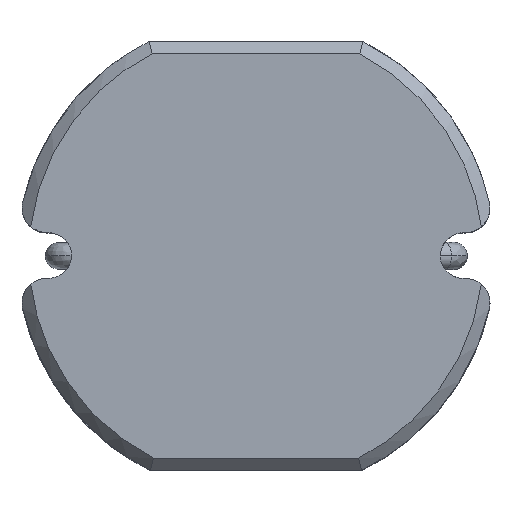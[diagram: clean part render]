
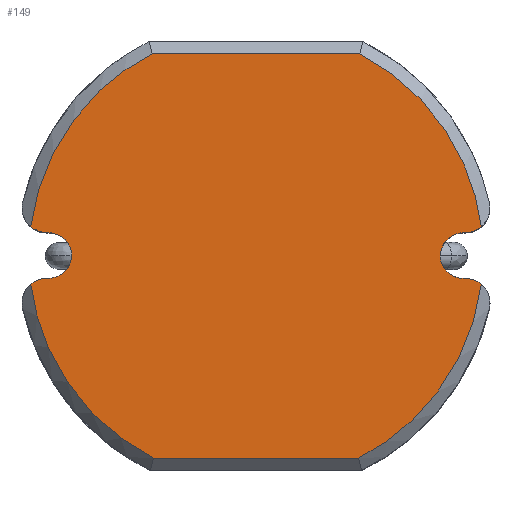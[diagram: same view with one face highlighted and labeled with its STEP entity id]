
A CAD part, top view. The second image highlights one B-rep face of the part: STEP entity #149.
In plain terms, the highlighted planar face has unit normal (0, 0, 1).
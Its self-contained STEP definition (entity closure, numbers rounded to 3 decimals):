
#149=ADVANCED_FACE('',(#285),#2203,.T.);
#285=FACE_OUTER_BOUND('',#425,.T.);
#425=EDGE_LOOP('',(#912,#913,#914,#915,#916,#917,#918,#919,#920,#921,#922,
#923,#924,#925,#926,#927,#928,#929));
#912=ORIENTED_EDGE('',*,*,#1426,.F.);
#913=ORIENTED_EDGE('',*,*,#1405,.F.);
#914=ORIENTED_EDGE('',*,*,#1401,.F.);
#915=ORIENTED_EDGE('',*,*,#1428,.F.);
#916=ORIENTED_EDGE('',*,*,#1396,.F.);
#917=ORIENTED_EDGE('',*,*,#1382,.F.);
#918=ORIENTED_EDGE('',*,*,#1386,.F.);
#919=ORIENTED_EDGE('',*,*,#1383,.F.);
#920=ORIENTED_EDGE('',*,*,#1393,.F.);
#921=ORIENTED_EDGE('',*,*,#1419,.F.);
#922=ORIENTED_EDGE('',*,*,#1412,.F.);
#923=ORIENTED_EDGE('',*,*,#1408,.F.);
#924=ORIENTED_EDGE('',*,*,#1423,.F.);
#925=ORIENTED_EDGE('',*,*,#1430,.F.);
#926=ORIENTED_EDGE('',*,*,#1387,.F.);
#927=ORIENTED_EDGE('',*,*,#1390,.F.);
#928=ORIENTED_EDGE('',*,*,#1391,.F.);
#929=ORIENTED_EDGE('',*,*,#1269,.F.);
#1269=EDGE_CURVE('',#1978,#1977,#1824,.T.);
#1382=EDGE_CURVE('',#2066,#2067,#1877,.T.);
#1383=EDGE_CURVE('',#2069,#2068,#1878,.T.);
#1386=EDGE_CURVE('',#2068,#2066,#1645,.T.);
#1387=EDGE_CURVE('',#2070,#2071,#1879,.T.);
#1390=EDGE_CURVE('',#2072,#2070,#1648,.T.);
#1391=EDGE_CURVE('',#1977,#2072,#1880,.T.);
#1393=EDGE_CURVE('',#2073,#2069,#1881,.T.);
#1396=EDGE_CURVE('',#2067,#2078,#1882,.T.);
#1401=EDGE_CURVE('',#2079,#2081,#1884,.T.);
#1405=EDGE_CURVE('',#2081,#2083,#1886,.T.);
#1408=EDGE_CURVE('',#2084,#2086,#1888,.T.);
#1412=EDGE_CURVE('',#2086,#2088,#1890,.T.);
#1419=EDGE_CURVE('',#2088,#2073,#1665,.T.);
#1423=EDGE_CURVE('',#2076,#2084,#1669,.T.);
#1426=EDGE_CURVE('',#2083,#1978,#1672,.T.);
#1428=EDGE_CURVE('',#2078,#2079,#1674,.T.);
#1430=EDGE_CURVE('',#2071,#2076,#1892,.T.);
#1645=B_SPLINE_CURVE_WITH_KNOTS('',1,(#5199,#5200),.UNSPECIFIED.,.F.,.F.,
(2,2),(0.,0.003),.UNSPECIFIED.);
#1648=B_SPLINE_CURVE_WITH_KNOTS('',1,(#5213,#5214),.UNSPECIFIED.,.F.,.F.,
(2,2),(0.,0.004),.UNSPECIFIED.);
#1665=B_SPLINE_CURVE_WITH_KNOTS('',1,(#5309,#5310),.UNSPECIFIED.,.F.,.F.,
(2,2),(0.,1.),.UNSPECIFIED.);
#1669=B_SPLINE_CURVE_WITH_KNOTS('',1,(#5317,#5318),.UNSPECIFIED.,.F.,.F.,
(2,2),(0.,1.),.UNSPECIFIED.);
#1672=B_SPLINE_CURVE_WITH_KNOTS('',1,(#5323,#5324),.UNSPECIFIED.,.F.,.F.,
(2,2),(-1.,0.),.UNSPECIFIED.);
#1674=B_SPLINE_CURVE_WITH_KNOTS('',1,(#5327,#5328),.UNSPECIFIED.,.F.,.F.,
(2,2),(0.,1.),.UNSPECIFIED.);
#1824=(
BOUNDED_CURVE()
B_SPLINE_CURVE(3,(#4846,#4847,#4848,#4849),.UNSPECIFIED.,.F.,.F.)
B_SPLINE_CURVE_WITH_KNOTS((4,4),(1.573,2.271),
 .UNSPECIFIED.)
CURVE()
GEOMETRIC_REPRESENTATION_ITEM()
RATIONAL_B_SPLINE_CURVE((1.,0.96,0.96,1.))
REPRESENTATION_ITEM('')
);
#1877=(
BOUNDED_CURVE()
B_SPLINE_CURVE(3,(#5183,#5184,#5185,#5186),.UNSPECIFIED.,.F.,.F.)
B_SPLINE_CURVE_WITH_KNOTS((4,4),(-4.243,-3.269),
 .UNSPECIFIED.)
CURVE()
GEOMETRIC_REPRESENTATION_ITEM()
RATIONAL_B_SPLINE_CURVE((1.,0.922,0.922,1.))
REPRESENTATION_ITEM('')
);
#1878=(
BOUNDED_CURVE()
B_SPLINE_CURVE(3,(#5187,#5188,#5189,#5190),.UNSPECIFIED.,.F.,.F.)
B_SPLINE_CURVE_WITH_KNOTS((4,4),(6.06,7.035),
 .UNSPECIFIED.)
CURVE()
GEOMETRIC_REPRESENTATION_ITEM()
RATIONAL_B_SPLINE_CURVE((1.,0.922,0.922,1.))
REPRESENTATION_ITEM('')
);
#1879=(
BOUNDED_CURVE()
B_SPLINE_CURVE(3,(#5201,#5202,#5203,#5204),.UNSPECIFIED.,.F.,.F.)
B_SPLINE_CURVE_WITH_KNOTS((4,4),(-1.096,-0.127),
 .UNSPECIFIED.)
CURVE()
GEOMETRIC_REPRESENTATION_ITEM()
RATIONAL_B_SPLINE_CURVE((1.,0.923,0.923,1.))
REPRESENTATION_ITEM('')
);
#1880=(
BOUNDED_CURVE()
B_SPLINE_CURVE(3,(#5215,#5216,#5217,#5218),.UNSPECIFIED.,.F.,.F.)
B_SPLINE_CURVE_WITH_KNOTS((4,4),(2.919,3.888),
 .UNSPECIFIED.)
CURVE()
GEOMETRIC_REPRESENTATION_ITEM()
RATIONAL_B_SPLINE_CURVE((1.,0.923,0.923,1.))
REPRESENTATION_ITEM('')
);
#1881=(
BOUNDED_CURVE()
B_SPLINE_CURVE(3,(#5225,#5226,#5227,#5228),.UNSPECIFIED.,.F.,.F.)
B_SPLINE_CURVE_WITH_KNOTS((4,4),(1.796,2.494),
 .UNSPECIFIED.)
CURVE()
GEOMETRIC_REPRESENTATION_ITEM()
RATIONAL_B_SPLINE_CURVE((1.,0.96,0.96,1.))
REPRESENTATION_ITEM('')
);
#1882=(
BOUNDED_CURVE()
B_SPLINE_CURVE(3,(#5237,#5238,#5239,#5240),.UNSPECIFIED.,.F.,.F.)
B_SPLINE_CURVE_WITH_KNOTS((4,4),(0.,0.698),
 .UNSPECIFIED.)
CURVE()
GEOMETRIC_REPRESENTATION_ITEM()
RATIONAL_B_SPLINE_CURVE((1.,0.96,0.96,1.))
REPRESENTATION_ITEM('')
);
#1884=(
BOUNDED_CURVE()
B_SPLINE_CURVE(3,(#5257,#5258,#5259,#5260),.UNSPECIFIED.,.F.,.F.)
B_SPLINE_CURVE_WITH_KNOTS((4,4),(4.712,6.283),
 .UNSPECIFIED.)
CURVE()
GEOMETRIC_REPRESENTATION_ITEM()
RATIONAL_B_SPLINE_CURVE((1.,0.805,0.805,1.))
REPRESENTATION_ITEM('')
);
#1886=(
BOUNDED_CURVE()
B_SPLINE_CURVE(3,(#5269,#5270,#5271,#5272),.UNSPECIFIED.,.F.,.F.)
B_SPLINE_CURVE_WITH_KNOTS((4,4),(0.125,1.571),
 .UNSPECIFIED.)
CURVE()
GEOMETRIC_REPRESENTATION_ITEM()
RATIONAL_B_SPLINE_CURVE((1.,0.833,0.833,1.))
REPRESENTATION_ITEM('')
);
#1888=(
BOUNDED_CURVE()
B_SPLINE_CURVE(3,(#5279,#5280,#5281,#5282),.UNSPECIFIED.,.F.,.F.)
B_SPLINE_CURVE_WITH_KNOTS((4,4),(1.571,3.142),
 .UNSPECIFIED.)
CURVE()
GEOMETRIC_REPRESENTATION_ITEM()
RATIONAL_B_SPLINE_CURVE((1.,0.805,0.805,1.))
REPRESENTATION_ITEM('')
);
#1890=(
BOUNDED_CURVE()
B_SPLINE_CURVE(3,(#5291,#5292,#5293,#5294),.UNSPECIFIED.,.F.,.F.)
B_SPLINE_CURVE_WITH_KNOTS((4,4),(3.267,4.712),
 .UNSPECIFIED.)
CURVE()
GEOMETRIC_REPRESENTATION_ITEM()
RATIONAL_B_SPLINE_CURVE((1.,0.833,0.833,1.))
REPRESENTATION_ITEM('')
);
#1892=(
BOUNDED_CURVE()
B_SPLINE_CURVE(3,(#5331,#5332,#5333,#5334),.UNSPECIFIED.,.F.,.F.)
B_SPLINE_CURVE_WITH_KNOTS((4,4),(16.716,17.414),
 .UNSPECIFIED.)
CURVE()
GEOMETRIC_REPRESENTATION_ITEM()
RATIONAL_B_SPLINE_CURVE((1.,0.96,0.96,1.))
REPRESENTATION_ITEM('')
);
#1977=VERTEX_POINT('',#4728);
#1978=VERTEX_POINT('',#4729);
#2066=VERTEX_POINT('',#4817);
#2067=VERTEX_POINT('',#4818);
#2068=VERTEX_POINT('',#4819);
#2069=VERTEX_POINT('',#4820);
#2070=VERTEX_POINT('',#4821);
#2071=VERTEX_POINT('',#4822);
#2072=VERTEX_POINT('',#4823);
#2073=VERTEX_POINT('',#4824);
#2076=VERTEX_POINT('',#4827);
#2078=VERTEX_POINT('',#4829);
#2079=VERTEX_POINT('',#4830);
#2081=VERTEX_POINT('',#4832);
#2083=VERTEX_POINT('',#4834);
#2084=VERTEX_POINT('',#4835);
#2086=VERTEX_POINT('',#4837);
#2088=VERTEX_POINT('',#4839);
#2203=PLANE('',#2359);
#2359=AXIS2_PLACEMENT_3D('',#4726,#2419,$);
#2419=DIRECTION('',(0.,0.,1.));
#4726=CARTESIAN_POINT('',(-3.744,3.356,4.91));
#4728=CARTESIAN_POINT('',(-3.67,0.469,4.91));
#4729=CARTESIAN_POINT('',(-3.413,0.375,4.91));
#4817=CARTESIAN_POINT('',(-1.673,-3.3,4.91));
#4818=CARTESIAN_POINT('',(-3.67,-0.469,4.91));
#4819=CARTESIAN_POINT('',(1.673,-3.3,4.91));
#4820=CARTESIAN_POINT('',(3.67,-0.469,4.91));
#4821=CARTESIAN_POINT('',(1.692,3.29,4.91));
#4822=CARTESIAN_POINT('',(3.67,0.469,4.91));
#4823=CARTESIAN_POINT('',(-1.692,3.29,4.91));
#4824=CARTESIAN_POINT('',(3.413,-0.375,4.91));
#4827=CARTESIAN_POINT('',(3.413,0.375,4.91));
#4829=CARTESIAN_POINT('',(-3.413,-0.375,4.91));
#4830=CARTESIAN_POINT('',(-3.4,-0.375,4.91));
#4832=CARTESIAN_POINT('',(-3.,0.025,4.91));
#4834=CARTESIAN_POINT('',(-3.397,0.375,4.91));
#4835=CARTESIAN_POINT('',(3.4,0.375,4.91));
#4837=CARTESIAN_POINT('',(3.,-0.025,4.91));
#4839=CARTESIAN_POINT('',(3.397,-0.375,4.91));
#4846=CARTESIAN_POINT('',(-3.413,0.375,4.91));
#4847=CARTESIAN_POINT('',(-3.508,0.375,4.91));
#4848=CARTESIAN_POINT('',(-3.597,0.407,4.91));
#4849=CARTESIAN_POINT('',(-3.67,0.469,4.91));
#5183=CARTESIAN_POINT('',(-1.673,-3.3,4.91));
#5184=CARTESIAN_POINT('',(-2.79,-2.734,4.91));
#5185=CARTESIAN_POINT('',(-3.512,-1.711,4.91));
#5186=CARTESIAN_POINT('',(-3.67,-0.469,4.91));
#5187=CARTESIAN_POINT('',(3.67,-0.469,4.91));
#5188=CARTESIAN_POINT('',(3.512,-1.711,4.91));
#5189=CARTESIAN_POINT('',(2.79,-2.734,4.91));
#5190=CARTESIAN_POINT('',(1.673,-3.3,4.91));
#5199=CARTESIAN_POINT('',(1.673,-3.3,4.91));
#5200=CARTESIAN_POINT('',(-1.673,-3.3,4.91));
#5201=CARTESIAN_POINT('',(1.692,3.29,4.91));
#5202=CARTESIAN_POINT('',(2.799,2.721,4.91));
#5203=CARTESIAN_POINT('',(3.513,1.703,4.91));
#5204=CARTESIAN_POINT('',(3.67,0.469,4.91));
#5213=CARTESIAN_POINT('',(-1.692,3.29,4.91));
#5214=CARTESIAN_POINT('',(1.692,3.29,4.91));
#5215=CARTESIAN_POINT('',(-3.67,0.469,4.91));
#5216=CARTESIAN_POINT('',(-3.513,1.703,4.91));
#5217=CARTESIAN_POINT('',(-2.799,2.721,4.91));
#5218=CARTESIAN_POINT('',(-1.692,3.29,4.91));
#5225=CARTESIAN_POINT('',(3.413,-0.375,4.91));
#5226=CARTESIAN_POINT('',(3.508,-0.375,4.91));
#5227=CARTESIAN_POINT('',(3.597,-0.407,4.91));
#5228=CARTESIAN_POINT('',(3.67,-0.469,4.91));
#5237=CARTESIAN_POINT('',(-3.67,-0.469,4.91));
#5238=CARTESIAN_POINT('',(-3.597,-0.407,4.91));
#5239=CARTESIAN_POINT('',(-3.508,-0.375,4.91));
#5240=CARTESIAN_POINT('',(-3.413,-0.375,4.91));
#5257=CARTESIAN_POINT('',(-3.4,-0.375,4.91));
#5258=CARTESIAN_POINT('',(-3.166,-0.375,4.91));
#5259=CARTESIAN_POINT('',(-3.,-0.209,4.91));
#5260=CARTESIAN_POINT('',(-3.,0.025,4.91));
#5269=CARTESIAN_POINT('',(-3.,0.025,4.91));
#5270=CARTESIAN_POINT('',(-3.026,0.235,4.91));
#5271=CARTESIAN_POINT('',(-3.185,0.375,4.91));
#5272=CARTESIAN_POINT('',(-3.397,0.375,4.91));
#5279=CARTESIAN_POINT('',(3.4,0.375,4.91));
#5280=CARTESIAN_POINT('',(3.166,0.375,4.91));
#5281=CARTESIAN_POINT('',(3.,0.209,4.91));
#5282=CARTESIAN_POINT('',(3.,-0.025,4.91));
#5291=CARTESIAN_POINT('',(3.,-0.025,4.91));
#5292=CARTESIAN_POINT('',(3.026,-0.235,4.91));
#5293=CARTESIAN_POINT('',(3.185,-0.375,4.91));
#5294=CARTESIAN_POINT('',(3.397,-0.375,4.91));
#5309=CARTESIAN_POINT('',(3.397,-0.375,4.91));
#5310=CARTESIAN_POINT('',(3.413,-0.375,4.91));
#5317=CARTESIAN_POINT('',(3.413,0.375,4.91));
#5318=CARTESIAN_POINT('',(3.4,0.375,4.91));
#5323=CARTESIAN_POINT('',(-3.397,0.375,4.91));
#5324=CARTESIAN_POINT('',(-3.413,0.375,4.91));
#5327=CARTESIAN_POINT('',(-3.413,-0.375,4.91));
#5328=CARTESIAN_POINT('',(-3.4,-0.375,4.91));
#5331=CARTESIAN_POINT('',(3.67,0.469,4.91));
#5332=CARTESIAN_POINT('',(3.597,0.407,4.91));
#5333=CARTESIAN_POINT('',(3.508,0.375,4.91));
#5334=CARTESIAN_POINT('',(3.413,0.375,4.91));
